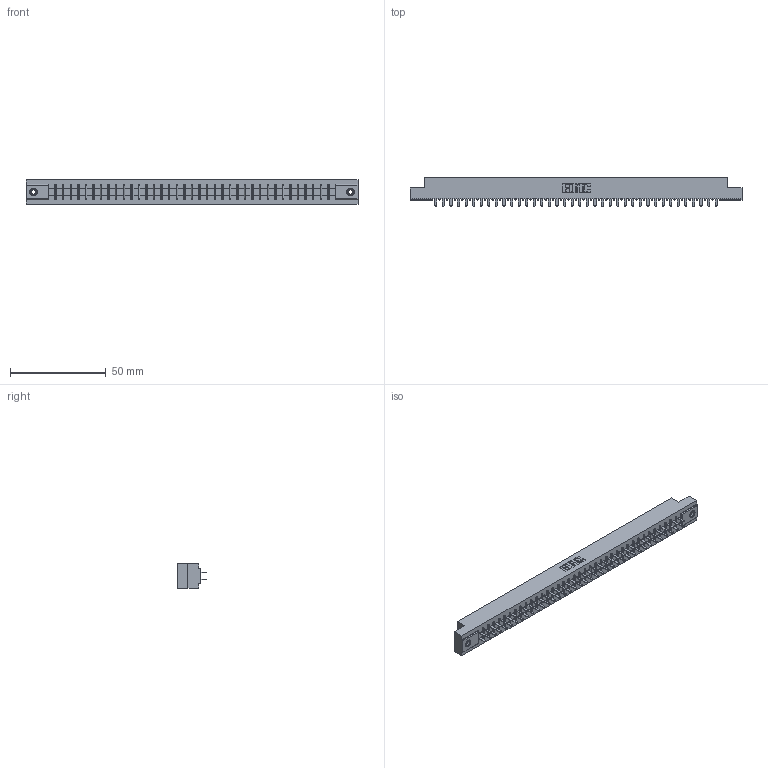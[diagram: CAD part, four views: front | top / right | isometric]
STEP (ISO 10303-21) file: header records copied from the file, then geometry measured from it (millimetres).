
FILE_DESCRIPTION (( 'STEP AP203' ), '1' );
FILE_NAME ('315-076-521-208.STEP', '2019-09-10T22:29:35', ( '' ), ( '' ), 'SwSTEP 2.0', 'SolidWorks 2016', '' );
FILE_SCHEMA (( 'CONFIG_CONTROL_DESIGN' ));
Length unit declared in the file: inch
Products named in the file (4): 305-290-001_521; 345-250-001_345-250-003-102; 315-076-521-208; 305 Part_.156 Dia
Assembly tree (79 placements, depth 2):
  315-076-521-208
    305 Part_.156 Dia
    305-290-001_521  x76
    345-250-001_345-250-003-102  x2
Bounding box: 173.58 x 14.86 x 12.7 mm (x, y, z)
Volume: 18010 mm3; surface area: 22476.4 mm2
Topology: 79 solids, 79 shells, 3672 faces, 10446 edges, 6752 vertices
Faces by surface type: plane 2152, cylinder 1352, sphere 152, cone 12, torus 4
Entity records: 42696 total; most frequent: CARTESIAN_POINT 7047, ORIENTED_EDGE 6988, DIRECTION 6830, EDGE_CURVE 3494, VECTOR 2820, LINE 2820, VERTEX_POINT 2222, AXIS2_PLACEMENT_3D 2005
